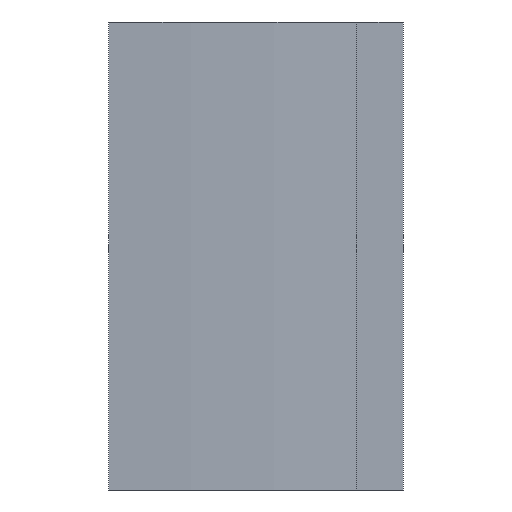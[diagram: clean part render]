
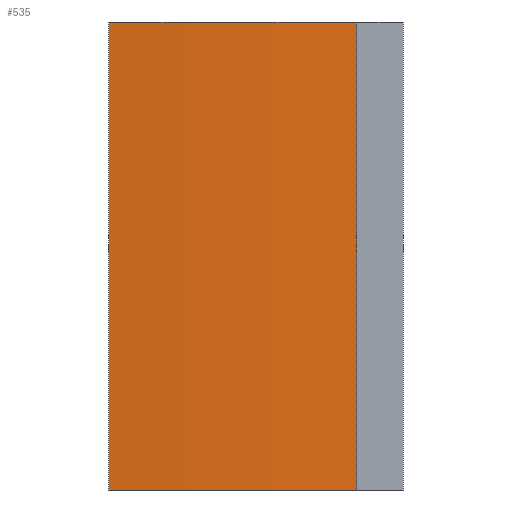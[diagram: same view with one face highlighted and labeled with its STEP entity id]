
A CAD part, left-side view. The second image highlights one B-rep face of the part: STEP entity #535.
In plain terms, the highlighted cylindrical face has radius 703.25 mm (diameter 1406.5 mm), a partial arc.
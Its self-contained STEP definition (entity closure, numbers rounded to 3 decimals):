
#20=CIRCLE('',#578,703.25);
#21=CIRCLE('',#579,703.25);
#22=CYLINDRICAL_SURFACE('',#577,703.25);
#27=ORIENTED_EDGE('',*,*,#177,.T.);
#28=ORIENTED_EDGE('',*,*,#178,.F.);
#29=ORIENTED_EDGE('',*,*,#179,.F.);
#30=ORIENTED_EDGE('',*,*,#174,.T.);
#174=EDGE_CURVE('',#250,#249,#299,.T.);
#177=EDGE_CURVE('',#249,#252,#20,.T.);
#178=EDGE_CURVE('',#253,#252,#302,.T.);
#179=EDGE_CURVE('',#250,#253,#21,.T.);
#249=VERTEX_POINT('',#748);
#250=VERTEX_POINT('',#750);
#252=VERTEX_POINT('',#756);
#253=VERTEX_POINT('',#758);
#299=LINE('',#749,#372);
#302=LINE('',#757,#375);
#372=VECTOR('',#612,1000.);
#375=VECTOR('',#619,1000.);
#445=EDGE_LOOP('',(#27,#28,#29,#30));
#476=FACE_BOUND('',#445,.T.);
#535=ADVANCED_FACE('',(#476),#22,.T.);
#577=AXIS2_PLACEMENT_3D('',#754,#615,#616);
#578=AXIS2_PLACEMENT_3D('',#755,#617,#618);
#579=AXIS2_PLACEMENT_3D('',#759,#620,#621);
#612=DIRECTION('',(0.,0.,-1.));
#615=DIRECTION('',(0.,0.,-1.));
#616=DIRECTION('',(-1.,0.,0.));
#617=DIRECTION('',(0.,0.,1.));
#618=DIRECTION('',(1.,0.,0.));
#619=DIRECTION('',(0.,0.,-1.));
#620=DIRECTION('',(0.,0.,1.));
#621=DIRECTION('',(1.,0.,0.));
#748=CARTESIAN_POINT('',(2.,0.,0.));
#749=CARTESIAN_POINT('',(2.,0.,200.));
#750=CARTESIAN_POINT('',(2.,0.,200.));
#754=CARTESIAN_POINT('',(703.25,-53.,200.));
#755=CARTESIAN_POINT('',(703.25,-53.,0.));
#756=CARTESIAN_POINT('',(2.,-106.,0.));
#757=CARTESIAN_POINT('',(2.,-106.,200.));
#758=CARTESIAN_POINT('',(2.,-106.,200.));
#759=CARTESIAN_POINT('',(703.25,-53.,200.));
